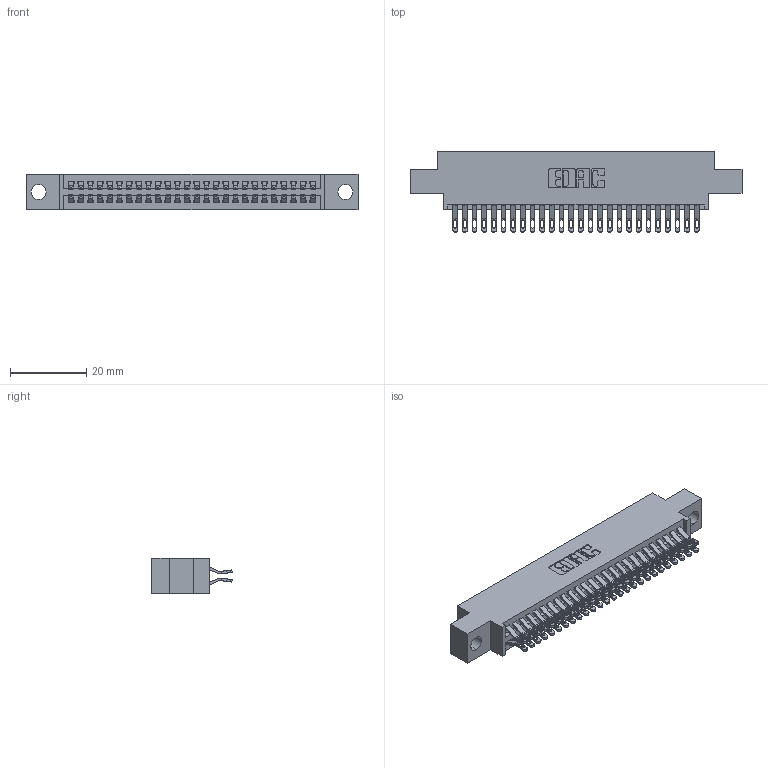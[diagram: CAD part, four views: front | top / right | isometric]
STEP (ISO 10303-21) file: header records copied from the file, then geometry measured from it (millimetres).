
FILE_DESCRIPTION (( 'STEP AP203' ), '1' );
FILE_NAME ('395-052-555-804.STEP', '2021-06-17T00:25:45', ( '' ), ( '' ), 'SwSTEP 2.0', 'SolidWorks 2020', '' );
FILE_SCHEMA (( 'CONFIG_CONTROL_DESIGN' ));
Length unit declared in the file: inch
Products named in the file (3): 345 Part_0.170 Offset - 0.156 Dia-TI; 345-292-001_555 Tail; 395-052-555-804
Assembly tree (53 placements, depth 2):
  395-052-555-804
    345 Part_0.170 Offset - 0.156 Dia-TI
    345-292-001_555 Tail  x52
Bounding box: 87.25 x 21.13 x 9.4 mm (x, y, z)
Volume: 8258.4 mm3; surface area: 12417.1 mm2
Topology: 53 solids, 53 shells, 3056 faces, 9593 edges, 6394 vertices
Faces by surface type: plane 1710, cylinder 1346
Entity records: 23431 total; most frequent: CARTESIAN_POINT 3984, ORIENTED_EDGE 3886, DIRECTION 3499, EDGE_CURVE 1943, LINE 1687, VECTOR 1687, VERTEX_POINT 1294, AXIS2_PLACEMENT_3D 906
